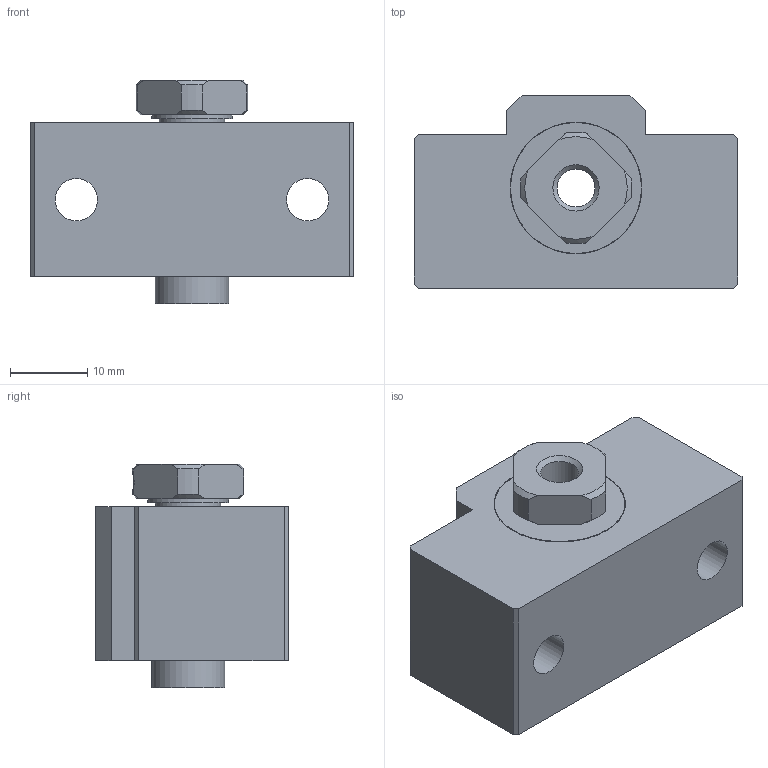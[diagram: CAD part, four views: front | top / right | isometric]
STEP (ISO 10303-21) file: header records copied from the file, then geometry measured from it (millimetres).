
FILE_DESCRIPTION( ( 'STEP AP203' ), ' ' );
FILE_NAME( 'EK_6Yes.stp', '2018-02-07T14:29:05', ( '' ), ( '' ), ' ', 'PARTsolutions', ' ' );
FILE_SCHEMA( ( 'CONFIG_CONTROL_DESIGN' ) );
Length unit declared in the file: millimetre
Products named in the file (3): EK 6Yes; _EK 6; _EK 6collar
Assembly tree (2 placements, depth 2):
  EK 6Yes
    _EK 6
    _EK 6collar
Bounding box: 42 x 25 x 29 mm (x, y, z)
Volume: 16665.7 mm3; surface area: 6635.7 mm2
Topology: 2 solids, 3 shells, 75 faces, 170 edges, 112 vertices
Faces by surface type: plane 42, cylinder 22, cone 10, torus 1
Full cylindrical faces by diameter (mm): 3 x2, 4.917 x1, 5.5 x2, 6 x2, 8.5 x1, 9.5 x4, 10.5 x1, 17 x2, 17.1 x2
Entity records: 2164 total; most frequent: CARTESIAN_POINT 420, DIRECTION 340, ORIENTED_EDGE 298, EDGE_CURVE 149, AXIS2_PLACEMENT_3D 131, EDGE_LOOP 114, VERTEX_POINT 111, FACE_OUTER_BOUND 93
